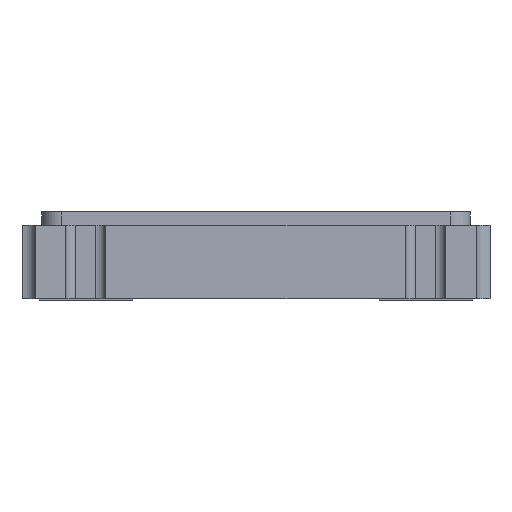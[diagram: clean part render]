
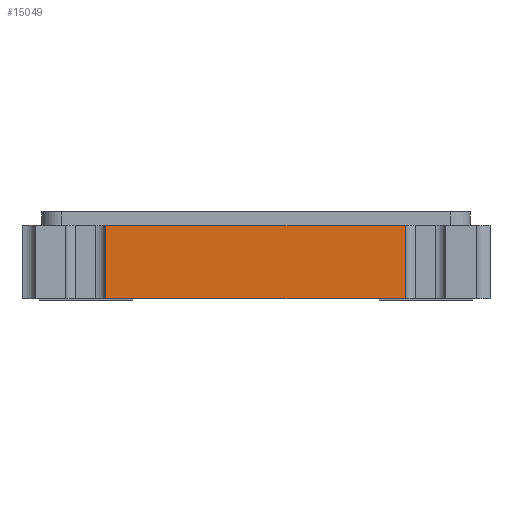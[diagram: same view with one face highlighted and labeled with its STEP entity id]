
A CAD part, front view. The second image highlights one B-rep face of the part: STEP entity #15049.
In plain terms, the highlighted planar face has unit normal (0, -1, 0).
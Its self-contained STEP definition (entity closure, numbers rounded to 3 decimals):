
#95 = VERTEX_POINT ( 'NONE', #10536 ) ;
#112 = AXIS2_PLACEMENT_3D ( 'NONE', #23713, #9394, #25940 ) ;
#1039 = VERTEX_POINT ( 'NONE', #24661 ) ;
#1993 = VECTOR ( 'NONE', #14326, 1000. ) ;
#2187 = EDGE_CURVE ( 'NONE', #95, #12691, #16687, .T. ) ;
#3011 = ORIENTED_EDGE ( 'NONE', *, *, #15016, .F. ) ;
#3124 = ORIENTED_EDGE ( 'NONE', *, *, #27178, .T. ) ;
#3956 = CARTESIAN_POINT ( 'NONE',  ( -2.248, -2.5, 0.02 ) ) ;
#4321 = LINE ( 'NONE', #27459, #1993 ) ;
#4406 = ORIENTED_EDGE ( 'NONE', *, *, #17487, .F. ) ;
#6704 = VECTOR ( 'NONE', #6846, 1000. ) ;
#6846 = DIRECTION ( 'NONE',  ( 0., 0., 1. ) ) ;
#9062 = EDGE_LOOP ( 'NONE', ( #4406, #3124, #20572, #3011 ) ) ;
#9394 = DIRECTION ( 'NONE',  ( 0., 1., 0. ) ) ;
#10536 = CARTESIAN_POINT ( 'NONE',  ( 2.232, -2.5, 1.12 ) ) ;
#11562 = VECTOR ( 'NONE', #16809, 1000. ) ;
#12691 = VERTEX_POINT ( 'NONE', #18698 ) ;
#13016 = DIRECTION ( 'NONE',  ( 1., 0., 0. ) ) ;
#13404 = VECTOR ( 'NONE', #13016, 1000. ) ;
#14326 = DIRECTION ( 'NONE',  ( 1., 0., 0. ) ) ;
#15016 = EDGE_CURVE ( 'NONE', #1039, #95, #17034, .T. ) ;
#15049 = ADVANCED_FACE ( 'NONE', ( #16757 ), #23005, .F. ) ;
#16687 = LINE ( 'NONE', #23062, #11562 ) ;
#16757 = FACE_OUTER_BOUND ( 'NONE', #9062, .T. ) ;
#16809 = DIRECTION ( 'NONE',  ( 0., 0., -1. ) ) ;
#17034 = LINE ( 'NONE', #17317, #13404 ) ;
#17317 = CARTESIAN_POINT ( 'NONE',  ( -3.5, -2.5, 1.12 ) ) ;
#17487 = EDGE_CURVE ( 'NONE', #19856, #1039, #22686, .T. ) ;
#18698 = CARTESIAN_POINT ( 'NONE',  ( 2.232, -2.5, 0.02 ) ) ;
#19856 = VERTEX_POINT ( 'NONE', #3956 ) ;
#20572 = ORIENTED_EDGE ( 'NONE', *, *, #2187, .F. ) ;
#20610 = CARTESIAN_POINT ( 'NONE',  ( -2.248, -2.5, 1.12 ) ) ;
#22686 = LINE ( 'NONE', #20610, #6704 ) ;
#23005 = PLANE ( 'NONE',  #112 ) ;
#23062 = CARTESIAN_POINT ( 'NONE',  ( 2.232, -2.5, 1.12 ) ) ;
#23713 = CARTESIAN_POINT ( 'NONE',  ( -3.5, -2.5, 1.12 ) ) ;
#24661 = CARTESIAN_POINT ( 'NONE',  ( -2.248, -2.5, 1.12 ) ) ;
#25940 = DIRECTION ( 'NONE',  ( 0., 0., 1. ) ) ;
#27178 = EDGE_CURVE ( 'NONE', #19856, #12691, #4321, .T. ) ;
#27459 = CARTESIAN_POINT ( 'NONE',  ( -3.5, -2.5, 0.02 ) ) ;
